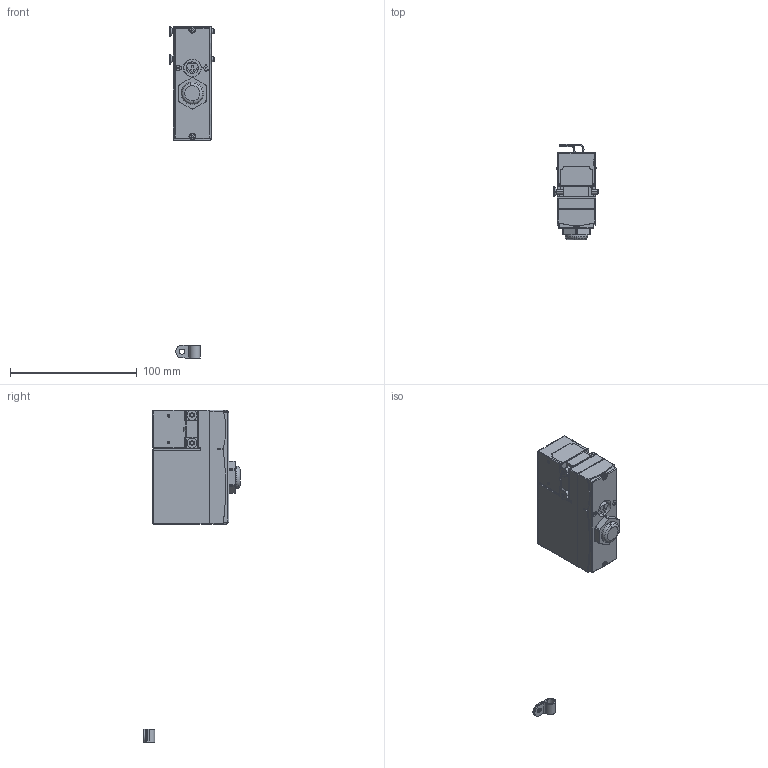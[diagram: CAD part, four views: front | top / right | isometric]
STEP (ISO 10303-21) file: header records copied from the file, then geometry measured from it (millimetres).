
FILE_DESCRIPTION (( 'STEP AP214' ), '1' );
FILE_NAME ('36210~2.STEP', '2018-01-11T15:12:18', ( '' ), ( '' ), 'SwSTEP 2.0', 'SolidWorks 2016', '' );
FILE_SCHEMA (( 'AUTOMOTIVE_DESIGN' ));
Length unit declared in the file: millimetre
Products named in the file (6): 49946~0_S; 36233~0_S; 41770~0_S; DIN7991~n_M04,0x035; 49169~0_S; 36210~2
Assembly tree (7 placements, depth 2):
  36210~2
    49946~0_S
    36233~0_S
    DIN7991~n_M04,0x035  x2
    41770~0_S  x2
    49169~0_S
Bounding box: 35 x 76 x 262.15 mm (x, y, z)
Volume: 163496.9 mm3; surface area: 32412.7 mm2
Topology: 8 solids, 8 shells, 674 faces, 1865 edges, 1227 vertices
Faces by surface type: plane 390, cylinder 230, bspline 32, cone 20, torus 2
Entity records: 28157 total; most frequent: CARTESIAN_POINT 5411, ORIENTED_EDGE 3556, DIRECTION 3212, EDGE_CURVE 1778, VECTOR 1172, LINE 1172, VERTEX_POINT 1171, AXIS2_PLACEMENT_3D 1020
